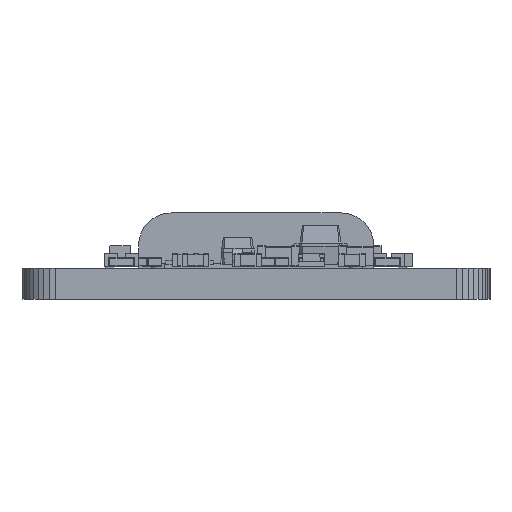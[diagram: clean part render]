
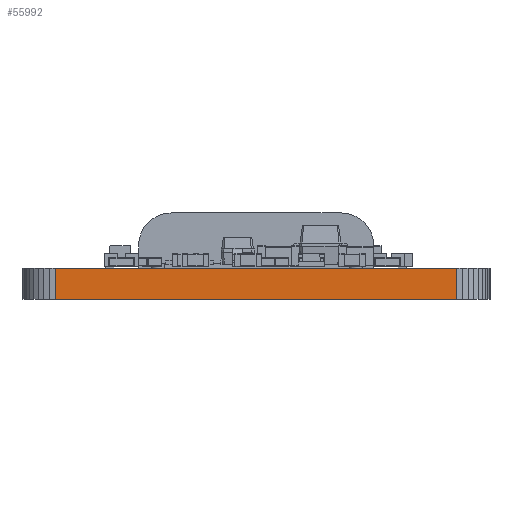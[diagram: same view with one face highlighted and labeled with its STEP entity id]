
A CAD part, front view. The second image highlights one B-rep face of the part: STEP entity #55992.
In plain terms, the highlighted planar face has unit normal (0, -1, 0).
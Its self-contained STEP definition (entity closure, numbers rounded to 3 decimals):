
#45897 = PLANE('',#45898);
#45898 = AXIS2_PLACEMENT_3D('',#45899,#45900,#45901);
#45899 = CARTESIAN_POINT('',(0.,-11.705,1.18));
#45900 = DIRECTION('',(-0.,-0.,-1.));
#45901 = DIRECTION('',(-1.,0.,0.));
#45951 = PLANE('',#45952);
#45952 = AXIS2_PLACEMENT_3D('',#45953,#45954,#45955);
#45953 = CARTESIAN_POINT('',(0.,-11.705,0.));
#45954 = DIRECTION('',(-0.,-0.,-1.));
#45955 = DIRECTION('',(-1.,0.,0.));
#47208 = VERTEX_POINT('',#47209);
#47209 = CARTESIAN_POINT('',(7.62,-29.14,0.));
#47223 = PLANE('',#47224);
#47224 = AXIS2_PLACEMENT_3D('',#47225,#47226,#47227);
#47225 = CARTESIAN_POINT('',(7.841,-29.121,0.));
#47226 = DIRECTION('',(0.087,-0.996,0.));
#47227 = DIRECTION('',(-0.996,-0.087,0.));
#47235 = EDGE_CURVE('',#47208,#47236,#47238,.T.);
#47236 = VERTEX_POINT('',#47237);
#47237 = CARTESIAN_POINT('',(-7.62,-29.14,0.));
#47238 = SURFACE_CURVE('',#47239,(#47243,#47250),.PCURVE_S1.);
#47239 = LINE('',#47240,#47241);
#47240 = CARTESIAN_POINT('',(7.62,-29.14,0.));
#47241 = VECTOR('',#47242,1.);
#47242 = DIRECTION('',(-1.,0.,0.));
#47243 = PCURVE('',#45951,#47244);
#47244 = DEFINITIONAL_REPRESENTATION('',(#47245),#47249);
#47245 = LINE('',#47246,#47247);
#47246 = CARTESIAN_POINT('',(-7.62,-17.435));
#47247 = VECTOR('',#47248,1.);
#47248 = DIRECTION('',(1.,0.));
#47249 = ( GEOMETRIC_REPRESENTATION_CONTEXT(2) 
PARAMETRIC_REPRESENTATION_CONTEXT() REPRESENTATION_CONTEXT('2D SPACE',''
  ) );
#47250 = PCURVE('',#47251,#47256);
#47251 = PLANE('',#47252);
#47252 = AXIS2_PLACEMENT_3D('',#47253,#47254,#47255);
#47253 = CARTESIAN_POINT('',(7.62,-29.14,0.));
#47254 = DIRECTION('',(0.,-1.,0.));
#47255 = DIRECTION('',(-1.,0.,0.));
#47256 = DEFINITIONAL_REPRESENTATION('',(#47257),#47261);
#47257 = LINE('',#47258,#47259);
#47258 = CARTESIAN_POINT('',(0.,-0.));
#47259 = VECTOR('',#47260,1.);
#47260 = DIRECTION('',(1.,0.));
#47261 = ( GEOMETRIC_REPRESENTATION_CONTEXT(2) 
PARAMETRIC_REPRESENTATION_CONTEXT() REPRESENTATION_CONTEXT('2D SPACE',''
  ) );
#47279 = PLANE('',#47280);
#47280 = AXIS2_PLACEMENT_3D('',#47281,#47282,#47283);
#47281 = CARTESIAN_POINT('',(-7.62,-29.14,0.));
#47282 = DIRECTION('',(-0.087,-0.996,0.));
#47283 = DIRECTION('',(-0.996,0.087,0.));
#51899 = VERTEX_POINT('',#51900);
#51900 = CARTESIAN_POINT('',(7.62,-29.14,1.18));
#51921 = EDGE_CURVE('',#51899,#51922,#51924,.T.);
#51922 = VERTEX_POINT('',#51923);
#51923 = CARTESIAN_POINT('',(-7.62,-29.14,1.18));
#51924 = SURFACE_CURVE('',#51925,(#51929,#51936),.PCURVE_S1.);
#51925 = LINE('',#51926,#51927);
#51926 = CARTESIAN_POINT('',(7.62,-29.14,1.18));
#51927 = VECTOR('',#51928,1.);
#51928 = DIRECTION('',(-1.,0.,0.));
#51929 = PCURVE('',#45897,#51930);
#51930 = DEFINITIONAL_REPRESENTATION('',(#51931),#51935);
#51931 = LINE('',#51932,#51933);
#51932 = CARTESIAN_POINT('',(-7.62,-17.435));
#51933 = VECTOR('',#51934,1.);
#51934 = DIRECTION('',(1.,0.));
#51935 = ( GEOMETRIC_REPRESENTATION_CONTEXT(2) 
PARAMETRIC_REPRESENTATION_CONTEXT() REPRESENTATION_CONTEXT('2D SPACE',''
  ) );
#51936 = PCURVE('',#47251,#51937);
#51937 = DEFINITIONAL_REPRESENTATION('',(#51938),#51942);
#51938 = LINE('',#51939,#51940);
#51939 = CARTESIAN_POINT('',(0.,-1.18));
#51940 = VECTOR('',#51941,1.);
#51941 = DIRECTION('',(1.,0.));
#51942 = ( GEOMETRIC_REPRESENTATION_CONTEXT(2) 
PARAMETRIC_REPRESENTATION_CONTEXT() REPRESENTATION_CONTEXT('2D SPACE',''
  ) );
#55942 = EDGE_CURVE('',#47236,#51922,#55943,.T.);
#55943 = SURFACE_CURVE('',#55944,(#55948,#55955),.PCURVE_S1.);
#55944 = LINE('',#55945,#55946);
#55945 = CARTESIAN_POINT('',(-7.62,-29.14,0.));
#55946 = VECTOR('',#55947,1.);
#55947 = DIRECTION('',(0.,0.,1.));
#55948 = PCURVE('',#47279,#55949);
#55949 = DEFINITIONAL_REPRESENTATION('',(#55950),#55954);
#55950 = LINE('',#55951,#55952);
#55951 = CARTESIAN_POINT('',(0.,0.));
#55952 = VECTOR('',#55953,1.);
#55953 = DIRECTION('',(0.,-1.));
#55954 = ( GEOMETRIC_REPRESENTATION_CONTEXT(2) 
PARAMETRIC_REPRESENTATION_CONTEXT() REPRESENTATION_CONTEXT('2D SPACE',''
  ) );
#55955 = PCURVE('',#47251,#55956);
#55956 = DEFINITIONAL_REPRESENTATION('',(#55957),#55961);
#55957 = LINE('',#55958,#55959);
#55958 = CARTESIAN_POINT('',(15.24,0.));
#55959 = VECTOR('',#55960,1.);
#55960 = DIRECTION('',(0.,-1.));
#55961 = ( GEOMETRIC_REPRESENTATION_CONTEXT(2) 
PARAMETRIC_REPRESENTATION_CONTEXT() REPRESENTATION_CONTEXT('2D SPACE',''
  ) );
#55992 = ADVANCED_FACE('',(#55993),#47251,.T.);
#55993 = FACE_BOUND('',#55994,.T.);
#55994 = EDGE_LOOP('',(#55995,#56016,#56017,#56018));
#55995 = ORIENTED_EDGE('',*,*,#55996,.T.);
#55996 = EDGE_CURVE('',#47208,#51899,#55997,.T.);
#55997 = SURFACE_CURVE('',#55998,(#56002,#56009),.PCURVE_S1.);
#55998 = LINE('',#55999,#56000);
#55999 = CARTESIAN_POINT('',(7.62,-29.14,0.));
#56000 = VECTOR('',#56001,1.);
#56001 = DIRECTION('',(0.,0.,1.));
#56002 = PCURVE('',#47251,#56003);
#56003 = DEFINITIONAL_REPRESENTATION('',(#56004),#56008);
#56004 = LINE('',#56005,#56006);
#56005 = CARTESIAN_POINT('',(0.,-0.));
#56006 = VECTOR('',#56007,1.);
#56007 = DIRECTION('',(0.,-1.));
#56008 = ( GEOMETRIC_REPRESENTATION_CONTEXT(2) 
PARAMETRIC_REPRESENTATION_CONTEXT() REPRESENTATION_CONTEXT('2D SPACE',''
  ) );
#56009 = PCURVE('',#47223,#56010);
#56010 = DEFINITIONAL_REPRESENTATION('',(#56011),#56015);
#56011 = LINE('',#56012,#56013);
#56012 = CARTESIAN_POINT('',(0.221,0.));
#56013 = VECTOR('',#56014,1.);
#56014 = DIRECTION('',(0.,-1.));
#56015 = ( GEOMETRIC_REPRESENTATION_CONTEXT(2) 
PARAMETRIC_REPRESENTATION_CONTEXT() REPRESENTATION_CONTEXT('2D SPACE',''
  ) );
#56016 = ORIENTED_EDGE('',*,*,#51921,.T.);
#56017 = ORIENTED_EDGE('',*,*,#55942,.F.);
#56018 = ORIENTED_EDGE('',*,*,#47235,.F.);
